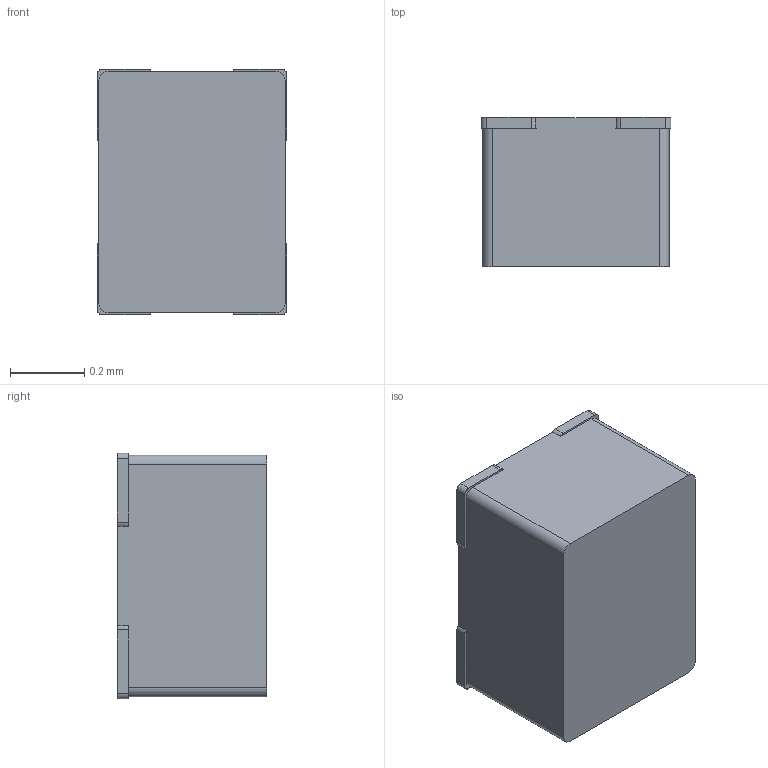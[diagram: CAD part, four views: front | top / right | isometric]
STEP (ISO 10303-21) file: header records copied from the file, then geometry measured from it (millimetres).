
FILE_DESCRIPTION (( 'STEP AP214' ), '1' );
FILE_NAME ('TCM0605T-200-2P-T201.STEP', '2023-10-23T06:57:54', ( '' ), ( '' ), 'SwSTEP 2.0', 'SolidWorks 2021', '' );
FILE_SCHEMA (( 'AUTOMOTIVE_DESIGN' ));
Length unit declared in the file: millimetre
Products named in the file (1): TCM0605T-200-2P-T201
Bounding box: 0.51 x 0.4 x 0.66 mm (x, y, z)
Volume: 0.1 mm3; surface area: 1.9 mm2
Topology: 5 solids, 5 shells, 74 faces, 192 edges, 128 vertices
Faces by surface type: plane 42, cylinder 32
Entity records: 2790 total; most frequent: DIRECTION 406, CARTESIAN_POINT 395, ORIENTED_EDGE 384, EDGE_CURVE 192, AXIS2_PLACEMENT_3D 139, VERTEX_POINT 128, LINE 128, VECTOR 128
